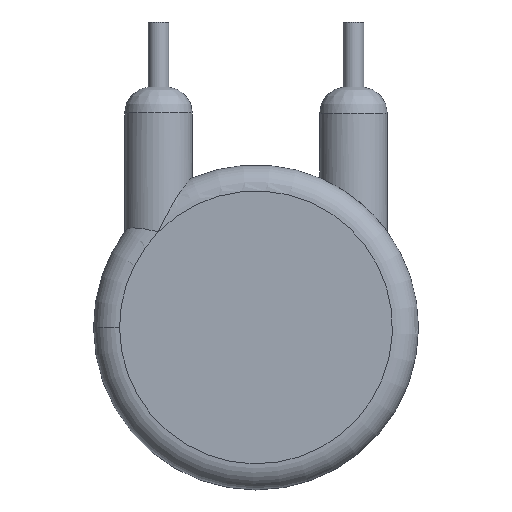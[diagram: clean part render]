
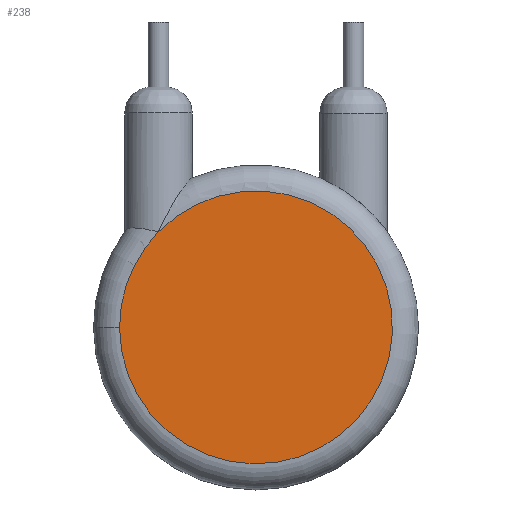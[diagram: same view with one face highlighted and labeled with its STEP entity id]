
A CAD part, top view. The second image highlights one B-rep face of the part: STEP entity #238.
In plain terms, the highlighted planar face has unit normal (0, 0, 1).
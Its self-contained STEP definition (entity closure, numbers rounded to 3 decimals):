
#33=PLANE('',#285);
#48=FACE_OUTER_BOUND('',#63,.T.);
#63=EDGE_LOOP('',(#203,#204));
#76=CIRCLE('',#260,5.25);
#88=CIRCLE('',#279,5.25);
#96=VERTEX_POINT('',#382);
#98=VERTEX_POINT('',#385);
#116=EDGE_CURVE('',#96,#98,#76,.F.);
#138=EDGE_CURVE('',#98,#96,#88,.F.);
#203=ORIENTED_EDGE('',*,*,#138,.F.);
#204=ORIENTED_EDGE('',*,*,#116,.F.);
#238=ADVANCED_FACE('',(#48),#33,.T.);
#260=AXIS2_PLACEMENT_3D('',#386,#301,#302);
#279=AXIS2_PLACEMENT_3D('',#566,#343,#344);
#285=AXIS2_PLACEMENT_3D('',#574,#356,#357);
#301=DIRECTION('center_axis',(0.,0.,1.));
#302=DIRECTION('ref_axis',(1.,0.,0.));
#343=DIRECTION('center_axis',(0.,0.,1.));
#344=DIRECTION('ref_axis',(1.,0.,0.));
#356=DIRECTION('center_axis',(0.,0.,1.));
#357=DIRECTION('ref_axis',(1.,0.,0.));
#382=CARTESIAN_POINT('',(-5.25,0.,2.6));
#385=CARTESIAN_POINT('',(-3.75,3.674,2.6));
#386=CARTESIAN_POINT('Origin',(0.,0.,2.6));
#566=CARTESIAN_POINT('Origin',(0.,0.,2.6));
#574=CARTESIAN_POINT('Origin',(0.,0.,2.6));
